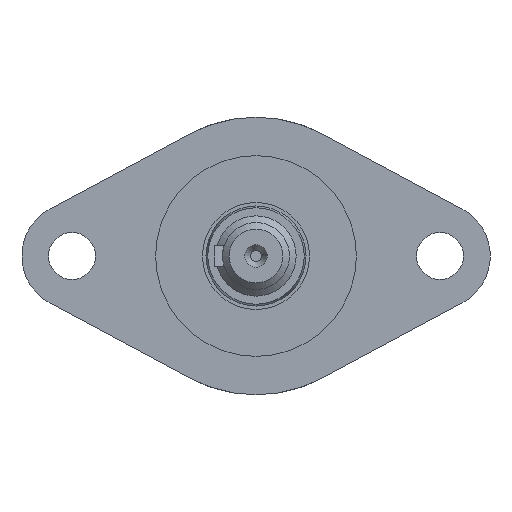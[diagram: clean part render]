
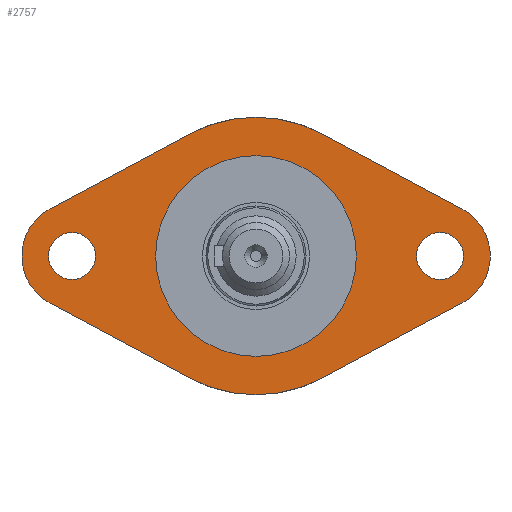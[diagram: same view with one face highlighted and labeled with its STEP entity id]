
A CAD part, left-side view. The second image highlights one B-rep face of the part: STEP entity #2757.
In plain terms, the highlighted planar face has unit normal (-1, 0, 0).
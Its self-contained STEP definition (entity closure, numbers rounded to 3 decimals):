
#239=FACE_BOUND('',#540,.T.);
#240=FACE_BOUND('',#541,.T.);
#241=FACE_BOUND('',#542,.T.);
#267=PLANE('',#2957);
#378=FACE_OUTER_BOUND('',#539,.T.);
#539=EDGE_LOOP('',(#1997,#1998,#1999,#2000,#2001,#2002,#2003,#2004));
#540=EDGE_LOOP('',(#2005));
#541=EDGE_LOOP('',(#2006));
#542=EDGE_LOOP('',(#2007));
#705=LINE('',#3950,#962);
#707=LINE('',#3955,#964);
#711=LINE('',#3968,#968);
#716=LINE('',#3981,#973);
#962=VECTOR('',#3215,10.);
#964=VECTOR('',#3219,10.);
#968=VECTOR('',#3231,10.);
#973=VECTOR('',#3244,10.);
#1220=CIRCLE('',#2935,3.5);
#1222=CIRCLE('',#2938,3.5);
#1224=CIRCLE('',#2941,8.);
#1228=CIRCLE('',#2950,8.);
#1230=CIRCLE('',#2955,15.);
#1232=CIRCLE('',#2958,20.75);
#1233=CIRCLE('',#2959,20.75);
#1311=VERTEX_POINT('',#3927);
#1313=VERTEX_POINT('',#3933);
#1316=VERTEX_POINT('',#3940);
#1317=VERTEX_POINT('',#3942);
#1319=VERTEX_POINT('',#3948);
#1321=VERTEX_POINT('',#3954);
#1325=VERTEX_POINT('',#3965);
#1326=VERTEX_POINT('',#3967);
#1328=VERTEX_POINT('',#3973);
#1330=VERTEX_POINT('',#3979);
#1331=VERTEX_POINT('',#3985);
#1562=EDGE_CURVE('',#1311,#1311,#1220,.T.);
#1565=EDGE_CURVE('',#1313,#1313,#1222,.T.);
#1568=EDGE_CURVE('',#1316,#1317,#1224,.T.);
#1572=EDGE_CURVE('',#1319,#1316,#705,.T.);
#1574=EDGE_CURVE('',#1317,#1321,#707,.T.);
#1580=EDGE_CURVE('',#1326,#1325,#711,.T.);
#1584=EDGE_CURVE('',#1325,#1328,#1228,.T.);
#1587=EDGE_CURVE('',#1328,#1330,#716,.T.);
#1589=EDGE_CURVE('',#1331,#1331,#1230,.T.);
#1592=EDGE_CURVE('',#1321,#1330,#1232,.T.);
#1593=EDGE_CURVE('',#1326,#1319,#1233,.T.);
#1997=ORIENTED_EDGE('',*,*,#1592,.F.);
#1998=ORIENTED_EDGE('',*,*,#1574,.F.);
#1999=ORIENTED_EDGE('',*,*,#1568,.F.);
#2000=ORIENTED_EDGE('',*,*,#1572,.F.);
#2001=ORIENTED_EDGE('',*,*,#1593,.F.);
#2002=ORIENTED_EDGE('',*,*,#1580,.T.);
#2003=ORIENTED_EDGE('',*,*,#1584,.T.);
#2004=ORIENTED_EDGE('',*,*,#1587,.T.);
#2005=ORIENTED_EDGE('',*,*,#1562,.T.);
#2006=ORIENTED_EDGE('',*,*,#1565,.T.);
#2007=ORIENTED_EDGE('',*,*,#1589,.T.);
#2757=ADVANCED_FACE('',(#378,#239,#240,#241),#267,.T.);
#2935=AXIS2_PLACEMENT_3D('',#3929,#3194,#3195);
#2938=AXIS2_PLACEMENT_3D('',#3935,#3201,#3202);
#2941=AXIS2_PLACEMENT_3D('',#3943,#3208,#3209);
#2950=AXIS2_PLACEMENT_3D('',#3975,#3238,#3239);
#2955=AXIS2_PLACEMENT_3D('',#3986,#3251,#3252);
#2957=AXIS2_PLACEMENT_3D('',#3990,#3256,#3257);
#2958=AXIS2_PLACEMENT_3D('',#3991,#3258,#3259);
#2959=AXIS2_PLACEMENT_3D('',#3992,#3260,#3261);
#3194=DIRECTION('center_axis',(1.,0.,0.));
#3195=DIRECTION('ref_axis',(0.,0.,1.));
#3201=DIRECTION('center_axis',(1.,0.,0.));
#3202=DIRECTION('ref_axis',(0.,0.,1.));
#3208=DIRECTION('center_axis',(1.,0.,0.));
#3209=DIRECTION('ref_axis',(0.,-0.472,-0.881));
#3215=DIRECTION('',(0.,0.881,0.472));
#3219=DIRECTION('',(0.,-0.881,0.472));
#3231=DIRECTION('',(0.,-0.881,0.472));
#3238=DIRECTION('center_axis',(-1.,0.,0.));
#3239=DIRECTION('ref_axis',(0.,-0.472,-0.881));
#3244=DIRECTION('',(0.,0.881,0.472));
#3251=DIRECTION('center_axis',(1.,0.,0.));
#3252=DIRECTION('ref_axis',(0.,-1.,0.));
#3256=DIRECTION('center_axis',(-1.,0.,0.));
#3257=DIRECTION('ref_axis',(0.,0.,-1.));
#3258=DIRECTION('center_axis',(1.,0.,0.));
#3259=DIRECTION('ref_axis',(0.,-1.,0.));
#3260=DIRECTION('center_axis',(1.,0.,0.));
#3261=DIRECTION('ref_axis',(0.,-1.,0.));
#3927=CARTESIAN_POINT('',(-82.,-27.5,-3.5));
#3929=CARTESIAN_POINT('Origin',(-82.,-27.5,0.));
#3933=CARTESIAN_POINT('',(-82.,27.5,-3.5));
#3935=CARTESIAN_POINT('Origin',(-82.,27.5,0.));
#3940=CARTESIAN_POINT('',(-82.,30.778,-7.052));
#3942=CARTESIAN_POINT('',(-82.,30.778,7.052));
#3943=CARTESIAN_POINT('Origin',(-82.,27.,0.));
#3948=CARTESIAN_POINT('',(-82.,9.799,-18.291));
#3950=CARTESIAN_POINT('',(-82.,9.799,-18.291));
#3954=CARTESIAN_POINT('',(-82.,9.799,18.291));
#3955=CARTESIAN_POINT('',(-82.,30.778,7.052));
#3965=CARTESIAN_POINT('',(-82.,-30.778,-7.052));
#3967=CARTESIAN_POINT('',(-82.,-9.799,-18.291));
#3968=CARTESIAN_POINT('',(-82.,-9.799,-18.291));
#3973=CARTESIAN_POINT('',(-82.,-30.778,7.052));
#3975=CARTESIAN_POINT('Origin',(-82.,-27.,0.));
#3979=CARTESIAN_POINT('',(-82.,-9.799,18.291));
#3981=CARTESIAN_POINT('',(-82.,-30.778,7.052));
#3985=CARTESIAN_POINT('',(-82.,15.,0.));
#3986=CARTESIAN_POINT('Origin',(-82.,0.,0.));
#3990=CARTESIAN_POINT('Origin',(-82.,-17.875,0.));
#3991=CARTESIAN_POINT('Origin',(-82.,0.,0.));
#3992=CARTESIAN_POINT('Origin',(-82.,0.,0.));
